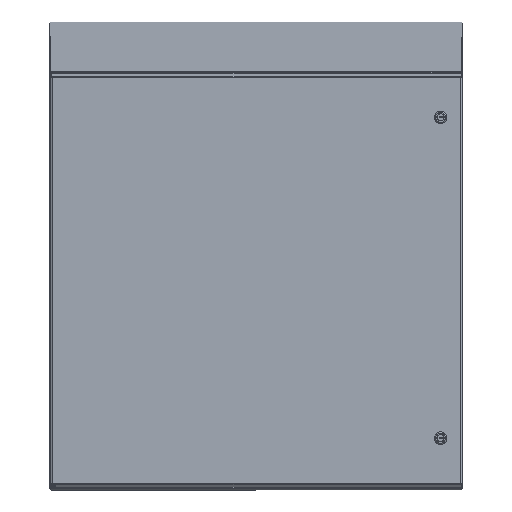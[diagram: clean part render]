
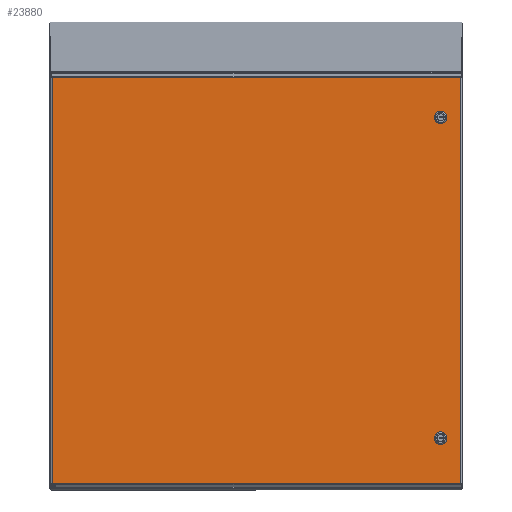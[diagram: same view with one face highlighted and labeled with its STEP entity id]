
A CAD part, top view. The second image highlights one B-rep face of the part: STEP entity #23880.
In plain terms, the highlighted planar face has unit normal (0, 0, 1).
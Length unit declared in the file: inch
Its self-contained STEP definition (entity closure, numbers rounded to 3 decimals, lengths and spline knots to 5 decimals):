
#22053=CARTESIAN_POINT('',(33.96087,-30.83316,0.074));
#22054=VERTEX_POINT('',#22053);
#22061=CARTESIAN_POINT('',(33.77499,-30.64723,0.074));
#22062=VERTEX_POINT('',#22061);
#22063=CARTESIAN_POINT('',(33.56134,-31.04668,0.074));
#22064=DIRECTION('',(0.0,0.0,-1.0));
#22065=DIRECTION('',(0.882,0.471,0.0));
#22066=AXIS2_PLACEMENT_3D('',#22063,#22064,#22065);
#22067=CIRCLE('',#22066,0.453);
#22068=EDGE_CURVE('',#22062,#22054,#22067,.T.);
#22093=CARTESIAN_POINT('',(33.34787,-30.64723,0.074));
#22094=VERTEX_POINT('',#22093);
#22095=CARTESIAN_POINT('',(33.34787,-30.64723,0.074));
#22096=DIRECTION('',(1.0,0.,0.0));
#22097=VECTOR('',#22096,0.42712);
#22098=LINE('',#22095,#22097);
#22099=EDGE_CURVE('',#22094,#22062,#22098,.T.);
#22125=CARTESIAN_POINT('',(33.16187,-30.83316,0.074));
#22126=VERTEX_POINT('',#22125);
#22127=CARTESIAN_POINT('',(33.56134,-31.04677,0.074));
#22128=DIRECTION('',(0.0,0.0,-1.0));
#22129=DIRECTION('',(-0.471,0.882,0.0));
#22130=AXIS2_PLACEMENT_3D('',#22127,#22128,#22129);
#22131=CIRCLE('',#22130,0.453);
#22132=EDGE_CURVE('',#22126,#22094,#22131,.T.);
#22157=CARTESIAN_POINT('',(33.16187,-31.26029,0.074));
#22158=VERTEX_POINT('',#22157);
#22159=CARTESIAN_POINT('',(33.16187,-31.26029,0.074));
#22160=DIRECTION('',(0.,1.0,0.0));
#22161=VECTOR('',#22160,0.42712);
#22162=LINE('',#22159,#22161);
#22163=EDGE_CURVE('',#22158,#22126,#22162,.T.);
#22189=CARTESIAN_POINT('',(33.3478,-31.44623,0.074));
#22190=VERTEX_POINT('',#22189);
#22191=CARTESIAN_POINT('',(33.56137,-31.04673,0.074));
#22192=DIRECTION('',(0.0,0.0,-1.0));
#22193=DIRECTION('',(-0.882,-0.471,0.0));
#22194=AXIS2_PLACEMENT_3D('',#22191,#22192,#22193);
#22195=CIRCLE('',#22194,0.453);
#22196=EDGE_CURVE('',#22190,#22158,#22195,.T.);
#22221=CARTESIAN_POINT('',(33.77493,-31.44623,0.074));
#22222=VERTEX_POINT('',#22221);
#22223=CARTESIAN_POINT('',(33.77493,-31.44623,0.074));
#22224=DIRECTION('',(-1.0,0.,0.0));
#22225=VECTOR('',#22224,0.42712);
#22226=LINE('',#22223,#22225);
#22227=EDGE_CURVE('',#22222,#22190,#22226,.T.);
#22253=CARTESIAN_POINT('',(33.96087,-31.26029,0.074));
#22254=VERTEX_POINT('',#22253);
#22255=CARTESIAN_POINT('',(33.56137,-31.04673,0.074));
#22256=DIRECTION('',(0.0,0.0,-1.0));
#22257=DIRECTION('',(0.471,-0.882,0.0));
#22258=AXIS2_PLACEMENT_3D('',#22255,#22256,#22257);
#22259=CIRCLE('',#22258,0.453);
#22260=EDGE_CURVE('',#22254,#22222,#22259,.T.);
#22283=CARTESIAN_POINT('',(33.96087,-30.83316,0.074));
#22284=DIRECTION('',(0.,-1.0,0.0));
#22285=VECTOR('',#22284,0.42712);
#22286=LINE('',#22283,#22285);
#22287=EDGE_CURVE('',#22054,#22254,#22286,.T.);
#22309=CARTESIAN_POINT('',(33.96087,-2.83316,0.074));
#22310=VERTEX_POINT('',#22309);
#22317=CARTESIAN_POINT('',(33.77499,-2.64723,0.074));
#22318=VERTEX_POINT('',#22317);
#22319=CARTESIAN_POINT('',(33.56134,-3.04668,0.074));
#22320=DIRECTION('',(0.0,0.0,-1.0));
#22321=DIRECTION('',(0.882,0.471,0.0));
#22322=AXIS2_PLACEMENT_3D('',#22319,#22320,#22321);
#22323=CIRCLE('',#22322,0.453);
#22324=EDGE_CURVE('',#22318,#22310,#22323,.T.);
#22349=CARTESIAN_POINT('',(33.34787,-2.64723,0.074));
#22350=VERTEX_POINT('',#22349);
#22351=CARTESIAN_POINT('',(33.34787,-2.64723,0.074));
#22352=DIRECTION('',(1.0,0.,0.0));
#22353=VECTOR('',#22352,0.42712);
#22354=LINE('',#22351,#22353);
#22355=EDGE_CURVE('',#22350,#22318,#22354,.T.);
#22381=CARTESIAN_POINT('',(33.16187,-2.83316,0.074));
#22382=VERTEX_POINT('',#22381);
#22383=CARTESIAN_POINT('',(33.56134,-3.04677,0.074));
#22384=DIRECTION('',(0.0,0.0,-1.0));
#22385=DIRECTION('',(-0.471,0.882,0.0));
#22386=AXIS2_PLACEMENT_3D('',#22383,#22384,#22385);
#22387=CIRCLE('',#22386,0.453);
#22388=EDGE_CURVE('',#22382,#22350,#22387,.T.);
#22413=CARTESIAN_POINT('',(33.16187,-3.26029,0.074));
#22414=VERTEX_POINT('',#22413);
#22415=CARTESIAN_POINT('',(33.16187,-3.26029,0.074));
#22416=DIRECTION('',(0.,1.0,0.0));
#22417=VECTOR('',#22416,0.42712);
#22418=LINE('',#22415,#22417);
#22419=EDGE_CURVE('',#22414,#22382,#22418,.T.);
#22445=CARTESIAN_POINT('',(33.3478,-3.44623,0.074));
#22446=VERTEX_POINT('',#22445);
#22447=CARTESIAN_POINT('',(33.56137,-3.04673,0.074));
#22448=DIRECTION('',(0.0,0.0,-1.0));
#22449=DIRECTION('',(-0.882,-0.471,0.0));
#22450=AXIS2_PLACEMENT_3D('',#22447,#22448,#22449);
#22451=CIRCLE('',#22450,0.453);
#22452=EDGE_CURVE('',#22446,#22414,#22451,.T.);
#22477=CARTESIAN_POINT('',(33.77493,-3.44623,0.074));
#22478=VERTEX_POINT('',#22477);
#22479=CARTESIAN_POINT('',(33.77493,-3.44623,0.074));
#22480=DIRECTION('',(-1.0,0.,0.0));
#22481=VECTOR('',#22480,0.42712);
#22482=LINE('',#22479,#22481);
#22483=EDGE_CURVE('',#22478,#22446,#22482,.T.);
#22509=CARTESIAN_POINT('',(33.96087,-3.26029,0.074));
#22510=VERTEX_POINT('',#22509);
#22511=CARTESIAN_POINT('',(33.56137,-3.04673,0.074));
#22512=DIRECTION('',(0.0,0.0,-1.0));
#22513=DIRECTION('',(0.471,-0.882,0.0));
#22514=AXIS2_PLACEMENT_3D('',#22511,#22512,#22513);
#22515=CIRCLE('',#22514,0.453);
#22516=EDGE_CURVE('',#22510,#22478,#22515,.T.);
#22539=CARTESIAN_POINT('',(33.96087,-2.83316,0.074));
#22540=DIRECTION('',(0.,-1.0,0.0));
#22541=VECTOR('',#22540,0.42712);
#22542=LINE('',#22539,#22541);
#22543=EDGE_CURVE('',#22310,#22510,#22542,.T.);
#22596=CARTESIAN_POINT('',(35.33112,-35.0199,0.074));
#22597=VERTEX_POINT('',#22596);
#22625=CARTESIAN_POINT('',(35.33112,0.42645,0.074));
#22626=VERTEX_POINT('',#22625);
#22637=CARTESIAN_POINT('',(35.33112,-35.0199,0.074));
#22638=DIRECTION('',(0.0,1.0,0.0));
#22639=VECTOR('',#22638,35.44636);
#22640=LINE('',#22637,#22639);
#22641=EDGE_CURVE('',#22597,#22626,#22640,.T.);
#23088=CARTESIAN_POINT('',(-0.33338,-35.0199,0.074));
#23089=VERTEX_POINT('',#23088);
#23185=CARTESIAN_POINT('',(-0.33338,0.42645,0.074));
#23186=VERTEX_POINT('',#23185);
#23187=CARTESIAN_POINT('',(-0.33338,0.42645,0.074));
#23188=DIRECTION('',(0.0,-1.0,0.0));
#23189=VECTOR('',#23188,35.44636);
#23190=LINE('',#23187,#23189);
#23191=EDGE_CURVE('',#23186,#23089,#23190,.T.);
#23793=CARTESIAN_POINT('',(35.33112,0.42645,0.074));
#23794=DIRECTION('',(-1.0,0.0,0.0));
#23795=VECTOR('',#23794,35.6645);
#23796=LINE('',#23793,#23795);
#23797=EDGE_CURVE('',#22626,#23186,#23796,.T.);
#23827=CARTESIAN_POINT('',(-0.33338,-35.0199,0.074));
#23828=DIRECTION('',(1.0,0.0,0.0));
#23829=VECTOR('',#23828,35.6645);
#23830=LINE('',#23827,#23829);
#23831=EDGE_CURVE('',#23089,#22597,#23830,.T.);
#23849=CARTESIAN_POINT('',(17.49887,-17.29673,0.074));
#23850=DIRECTION('',(0.0,0.0,1.0));
#23851=DIRECTION('',(1.0,0.0,0.0));
#23852=AXIS2_PLACEMENT_3D('',#23849,#23850,#23851);
#23853=PLANE('',#23852);
#23854=ORIENTED_EDGE('',*,*,#23831,.T.);
#23855=ORIENTED_EDGE('',*,*,#22641,.T.);
#23856=ORIENTED_EDGE('',*,*,#23797,.T.);
#23857=ORIENTED_EDGE('',*,*,#23191,.T.);
#23858=EDGE_LOOP('',(#23854,#23855,#23856,#23857));
#23859=FACE_OUTER_BOUND('',#23858,.T.);
#23860=ORIENTED_EDGE('',*,*,#22068,.T.);
#23861=ORIENTED_EDGE('',*,*,#22287,.T.);
#23862=ORIENTED_EDGE('',*,*,#22260,.T.);
#23863=ORIENTED_EDGE('',*,*,#22227,.T.);
#23864=ORIENTED_EDGE('',*,*,#22196,.T.);
#23865=ORIENTED_EDGE('',*,*,#22163,.T.);
#23866=ORIENTED_EDGE('',*,*,#22132,.T.);
#23867=ORIENTED_EDGE('',*,*,#22099,.T.);
#23868=EDGE_LOOP('',(#23860,#23861,#23862,#23863,#23864,#23865,#23866,#23867));
#23869=FACE_BOUND('',#23868,.T.);
#23870=ORIENTED_EDGE('',*,*,#22324,.T.);
#23871=ORIENTED_EDGE('',*,*,#22543,.T.);
#23872=ORIENTED_EDGE('',*,*,#22516,.T.);
#23873=ORIENTED_EDGE('',*,*,#22483,.T.);
#23874=ORIENTED_EDGE('',*,*,#22452,.T.);
#23875=ORIENTED_EDGE('',*,*,#22419,.T.);
#23876=ORIENTED_EDGE('',*,*,#22388,.T.);
#23877=ORIENTED_EDGE('',*,*,#22355,.T.);
#23878=EDGE_LOOP('',(#23870,#23871,#23872,#23873,#23874,#23875,#23876,#23877));
#23879=FACE_BOUND('',#23878,.T.);
#23880=ADVANCED_FACE('',(#23859,#23869,#23879),#23853,.T.);
